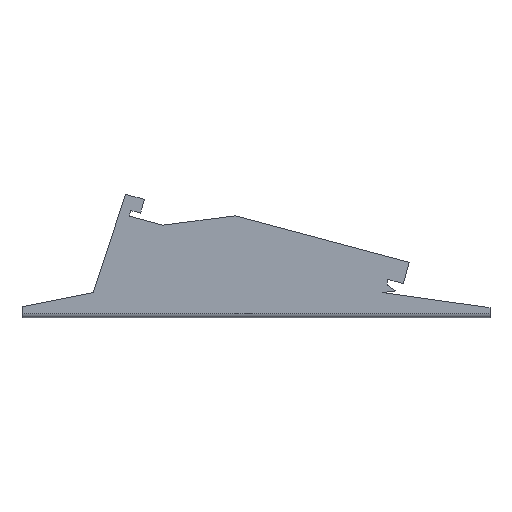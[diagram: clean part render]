
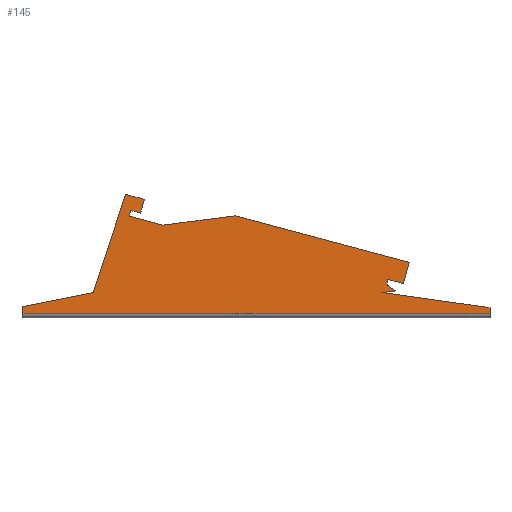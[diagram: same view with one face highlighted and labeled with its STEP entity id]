
A CAD part, left-side view. The second image highlights one B-rep face of the part: STEP entity #145.
In plain terms, the highlighted planar face has unit normal (-1, 0, 0).
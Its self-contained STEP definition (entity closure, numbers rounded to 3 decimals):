
#145=ADVANCED_FACE('NONE',(#345),#346,.T.);
#345=FACE_OUTER_BOUND('',#597,.T.);
#346=PLANE('',#598);
#597=EDGE_LOOP('',(#995,#996,#997,#998,#999,#1000,#1001,#1002,#1003,#1004,#1005,#1006,#1007,#1008,#1009,#1010,#1011,#1012));
#598=AXIS2_PLACEMENT_3D('',#1013,#1014,#1015);
#995=ORIENTED_EDGE('',*,*,#1500,.F.);
#996=ORIENTED_EDGE('',*,*,#1611,.F.);
#997=ORIENTED_EDGE('',*,*,#1612,.F.);
#998=ORIENTED_EDGE('',*,*,#1575,.F.);
#999=ORIENTED_EDGE('',*,*,#1613,.F.);
#1000=ORIENTED_EDGE('',*,*,#1614,.F.);
#1001=ORIENTED_EDGE('',*,*,#1474,.F.);
#1002=ORIENTED_EDGE('',*,*,#1594,.F.);
#1003=ORIENTED_EDGE('',*,*,#1511,.F.);
#1004=ORIENTED_EDGE('',*,*,#1609,.F.);
#1005=ORIENTED_EDGE('',*,*,#1484,.F.);
#1006=ORIENTED_EDGE('',*,*,#1615,.F.);
#1007=ORIENTED_EDGE('',*,*,#1616,.F.);
#1008=ORIENTED_EDGE('',*,*,#1479,.F.);
#1009=ORIENTED_EDGE('',*,*,#1617,.F.);
#1010=ORIENTED_EDGE('',*,*,#1606,.F.);
#1011=ORIENTED_EDGE('',*,*,#1520,.T.);
#1012=ORIENTED_EDGE('',*,*,#1618,.T.);
#1013=CARTESIAN_POINT('',(-0.99,21.0,5.994));
#1014=DIRECTION('',(-1.0,0.0,0.0));
#1015=DIRECTION('',(0.0,0.0,1.0));
#1474=EDGE_CURVE('NONE',#1763,#1759,#1765,.T.);
#1479=EDGE_CURVE('NONE',#1772,#1768,#1774,.T.);
#1484=EDGE_CURVE('NONE',#1781,#1777,#1783,.T.);
#1500=EDGE_CURVE('NONE',#1810,#1812,#1813,.T.);
#1511=EDGE_CURVE('NONE',#1830,#1826,#1832,.T.);
#1520=EDGE_CURVE('NONE',#1848,#1846,#1849,.T.);
#1575=EDGE_CURVE('NONE',#1944,#1940,#1946,.T.);
#1594=EDGE_CURVE('NONE',#1826,#1763,#1973,.T.);
#1606=EDGE_CURVE('NONE',#1848,#1988,#1991,.T.);
#1609=EDGE_CURVE('NONE',#1777,#1830,#1994,.T.);
#1611=EDGE_CURVE('NONE',#1996,#1810,#1997,.T.);
#1612=EDGE_CURVE('NONE',#1940,#1996,#1998,.T.);
#1613=EDGE_CURVE('NONE',#1999,#1944,#2000,.T.);
#1614=EDGE_CURVE('NONE',#1759,#1999,#2001,.T.);
#1615=EDGE_CURVE('NONE',#2002,#1781,#2003,.T.);
#1616=EDGE_CURVE('NONE',#1768,#2002,#2004,.T.);
#1617=EDGE_CURVE('NONE',#1988,#1772,#2005,.T.);
#1618=EDGE_CURVE('NONE',#1846,#1812,#2006,.T.);
#1759=VERTEX_POINT('NONE',#2186);
#1763=VERTEX_POINT('NONE',#2192);
#1765=LINE('',#2195,#2196);
#1768=VERTEX_POINT('NONE',#2199);
#1772=VERTEX_POINT('NONE',#2205);
#1774=LINE('',#2208,#2209);
#1777=VERTEX_POINT('NONE',#2212);
#1781=VERTEX_POINT('NONE',#2218);
#1783=LINE('',#2221,#2222);
#1810=VERTEX_POINT('NONE',#2258);
#1812=VERTEX_POINT('NONE',#2261);
#1813=LINE('',#2262,#2263);
#1826=VERTEX_POINT('NONE',#2278);
#1830=VERTEX_POINT('NONE',#2284);
#1832=LINE('',#2287,#2288);
#1846=VERTEX_POINT('NONE',#2305);
#1848=VERTEX_POINT('NONE',#2307);
#1849=LINE('',#2308,#2309);
#1940=VERTEX_POINT('NONE',#2414);
#1944=VERTEX_POINT('NONE',#2420);
#1946=LINE('',#2423,#2424);
#1973=LINE('',#2462,#2463);
#1988=VERTEX_POINT('NONE',#2483);
#1991=LINE('',#2488,#2489);
#1994=LINE('',#2493,#2494);
#1996=VERTEX_POINT('NONE',#2496);
#1997=LINE('',#2497,#2498);
#1998=LINE('',#2499,#2500);
#1999=VERTEX_POINT('NONE',#2501);
#2000=LINE('',#2502,#2503);
#2001=LINE('',#2504,#2505);
#2002=VERTEX_POINT('NONE',#2506);
#2003=LINE('',#2507,#2508);
#2004=LINE('',#2509,#2510);
#2005=LINE('',#2511,#2512);
#2006=LINE('',#2513,#2514);
#2186=CARTESIAN_POINT('',(-0.99,3.885,1.522));
#2192=CARTESIAN_POINT('',(-0.99,3.631,2.47));
#2195=CARTESIAN_POINT('',(-0.99,3.913,1.416));
#2196=VECTOR('',#2747,39.37);
#2199=CARTESIAN_POINT('',(-0.99,15.512,5.3));
#2205=CARTESIAN_POINT('',(-0.99,16.354,5.525));
#2208=CARTESIAN_POINT('',(-0.99,20.806,6.718));
#2209=VECTOR('',#2751,39.37);
#2212=CARTESIAN_POINT('',(-0.99,16.187,4.548));
#2218=CARTESIAN_POINT('',(-0.99,16.12,4.801));
#2221=CARTESIAN_POINT('',(-0.99,16.148,4.694));
#2222=VECTOR('',#2755,39.37);
#2258=CARTESIAN_POINT('',(-0.99,0.,0.442));
#2261=CARTESIAN_POINT('',(-0.99,0.,0.169));
#2262=CARTESIAN_POINT('',(-0.99,0.,5.994));
#2263=VECTOR('',#2775,39.37);
#2278=CARTESIAN_POINT('',(-0.99,11.439,4.562));
#2284=CARTESIAN_POINT('',(-0.99,14.677,4.143));
#2287=CARTESIAN_POINT('',(-0.99,20.66,3.368));
#2288=VECTOR('',#2790,39.37);
#2305=CARTESIAN_POINT('',(-0.99,21.0,0.169));
#2307=CARTESIAN_POINT('',(-0.99,21.0,0.484));
#2308=CARTESIAN_POINT('',(-0.99,21.0,5.994));
#2309=VECTOR('',#2803,39.37);
#2414=CARTESIAN_POINT('',(-0.99,4.247,1.193));
#2420=CARTESIAN_POINT('',(-0.99,4.612,1.446));
#2423=CARTESIAN_POINT('',(-0.99,17.813,10.594));
#2424=VECTOR('',#2917,39.37);
#2462=CARTESIAN_POINT('',(-0.99,20.717,7.049));
#2463=VECTOR('',#2935,39.37);
#2483=CARTESIAN_POINT('',(-0.99,17.801,1.12));
#2488=CARTESIAN_POINT('',(-0.99,19.947,0.693));
#2489=VECTOR('',#2946,39.37);
#2493=CARTESIAN_POINT('',(-0.99,21.039,5.848));
#2494=VECTOR('',#2948,39.37);
#2496=CARTESIAN_POINT('',(-0.99,4.838,1.12));
#2497=CARTESIAN_POINT('',(-0.99,21.359,3.434));
#2498=VECTOR('',#2949,39.37);
#2499=CARTESIAN_POINT('',(-0.99,20.163,-0.775));
#2500=VECTOR('',#2950,39.37);
#2501=CARTESIAN_POINT('',(-0.99,4.587,1.711));
#2502=CARTESIAN_POINT('',(-0.99,4.33,4.401));
#2503=VECTOR('',#2951,39.37);
#2504=CARTESIAN_POINT('',(-0.99,20.971,6.101));
#2505=VECTOR('',#2952,39.37);
#2506=CARTESIAN_POINT('',(-0.99,15.677,4.682));
#2507=CARTESIAN_POINT('',(-0.99,20.971,6.101));
#2508=VECTOR('',#2953,39.37);
#2509=CARTESIAN_POINT('',(-0.99,15.706,4.576));
#2510=VECTOR('',#2954,39.37);
#2511=CARTESIAN_POINT('',(-0.99,16.667,4.571));
#2512=VECTOR('',#2955,39.37);
#2513=CARTESIAN_POINT('',(-0.99,21.0,0.169));
#2514=VECTOR('',#2956,39.37);
#2747=DIRECTION('',(0.0,0.259,-0.966));
#2751=DIRECTION('',(0.0,-0.966,-0.259));
#2755=DIRECTION('',(0.0,0.259,-0.966));
#2775=DIRECTION('',(0.0,0.0,-1.0));
#2790=DIRECTION('',(0.0,-0.992,0.128));
#2803=DIRECTION('',(0.0,0.0,-1.0));
#2917=DIRECTION('',(0.0,-0.822,-0.57));
#2935=DIRECTION('',(0.0,-0.966,-0.259));
#2946=DIRECTION('',(0.0,-0.981,0.195));
#2948=DIRECTION('',(0.0,-0.966,-0.259));
#2949=DIRECTION('',(0.0,-0.99,-0.139));
#2950=DIRECTION('',(0.0,0.992,-0.123));
#2951=DIRECTION('',(0.0,0.095,-0.995));
#2952=DIRECTION('',(0.0,0.966,0.259));
#2953=DIRECTION('',(0.0,0.966,0.259));
#2954=DIRECTION('',(0.0,0.259,-0.966));
#2955=DIRECTION('',(0.0,-0.312,0.95));
#2956=DIRECTION('',(-0.0,-1.0,-0.0));
